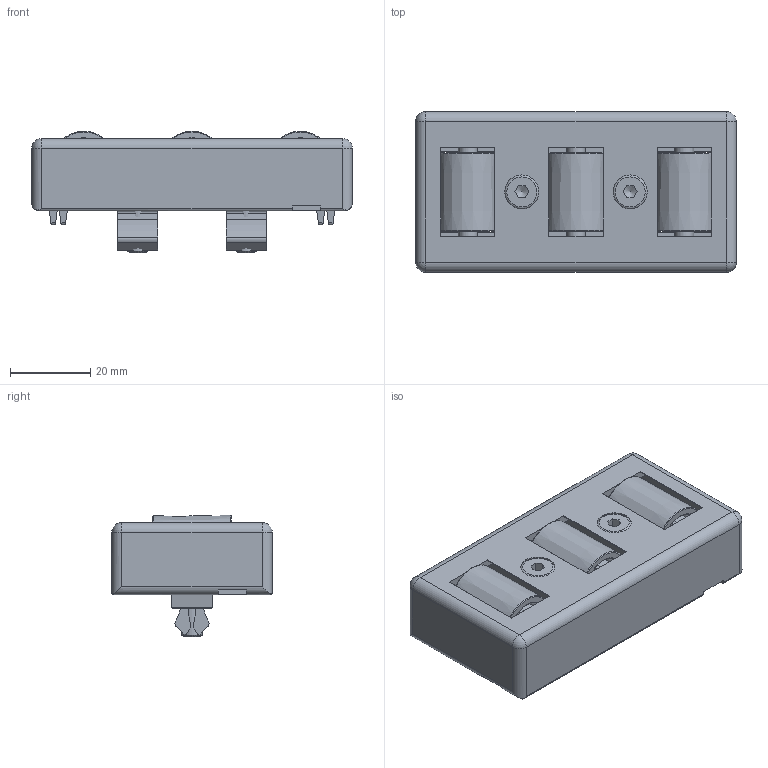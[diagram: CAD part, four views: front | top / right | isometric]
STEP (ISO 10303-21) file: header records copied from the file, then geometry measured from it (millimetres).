
FILE_DESCRIPTION(('STEP AP203'),'1');
FILE_NAME('MOOV08E1274.stp','2025-04-17T12:19:30',(' '),(' '),'Spatial InterOp 3D',' ',' ');
FILE_SCHEMA(('CONFIG_CONTROL_DESIGN'));
Length unit declared in the file: millimetre
Products named in the file (5): Elément à galets 8 80; Vis CHC tête réduite - M5x25; rouleau; support; carter
Assembly tree (7 placements, depth 2):
  Elément à galets 8 80
    Vis CHC tête réduite - M5x25  x2
    rouleau  x3
    support
    carter
Bounding box: 80 x 40 x 30.33 mm (x, y, z)
Volume: 37290.2 mm3; surface area: 36703.9 mm2
Topology: 7 solids, 7 shells, 690 faces, 1947 edges, 1257 vertices
Faces by surface type: plane 430, cylinder 176, torus 56, cone 21, sphere 7
Full cylindrical faces by diameter (mm): 4.4 x2, 4.7 x6, 5 x4, 5.2 x2, 8.5 x4
Entity records: 18354 total; most frequent: CARTESIAN_POINT 3700, ORIENTED_EDGE 3032, DIRECTION 2830, EDGE_CURVE 1516, LINE 1116, VECTOR 1116, VERTEX_POINT 995, AXIS2_PLACEMENT_3D 857
